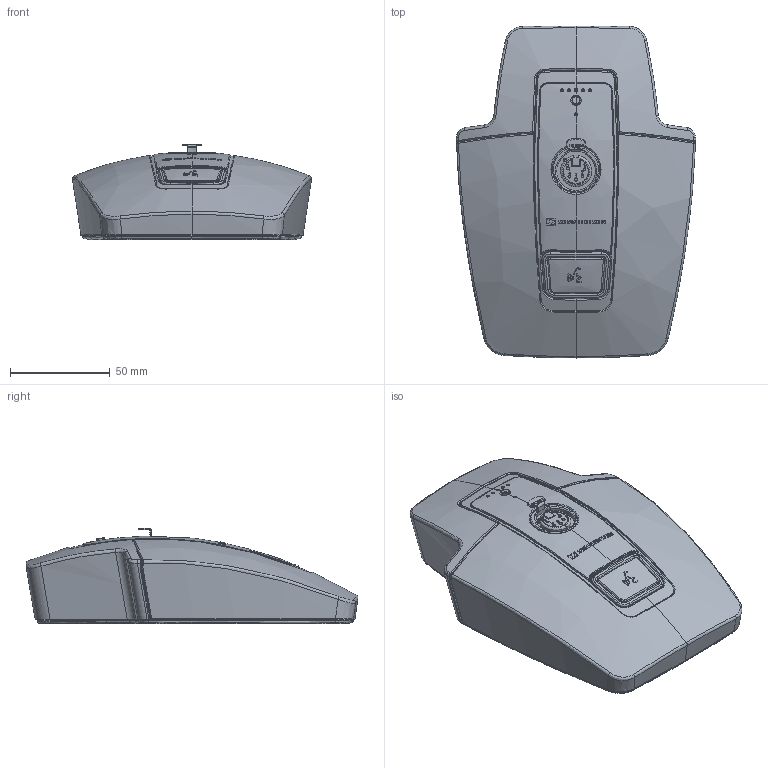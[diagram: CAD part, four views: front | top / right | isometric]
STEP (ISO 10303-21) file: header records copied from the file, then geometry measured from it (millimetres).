
FILE_DESCRIPTION(('CATIA V5 STEP Exchange','CAx-IF Rec.Pracs.--- Model Styling and Organization---1.2---2011-12-15'),'2;1');
FILE_NAME('596030-3d-out00-01.stp','2023-11-01T09:23:16+00:00',('none'),('none'),'CATIA Version 5-6 Release 2014 SP4','CATIA V5 STEP AP214','none');
FILE_SCHEMA(('AUTOMOTIVE_DESIGN { 1 0 10303 214 1 1 1 1 }'));
Products named in the file (1): 596030_3D_OUT-01
Bounding box: 120.21 x 166.71 x 48.09 mm (x, y, z)
Volume: 479714.4 mm3; surface area: 52416.9 mm2
Topology: 1 solids, 15 shells, 2364 faces, 6153 edges, 3860 vertices
Faces by surface type: bspline 738, plane 549, cylinder 524, extrusion 171, cone 160, torus 152, sphere 66, revolution 4
Entity records: 104807 total; most frequent: CARTESIAN_POINT 56619, ORIENTED_EDGE 12186, EDGE_CURVE 6114, DIRECTION 5814, VERTEX_POINT 3860, B_SPLINE_CURVE_WITH_KNOTS 3271, EDGE_LOOP 2479, ADVANCED_FACE 2364
